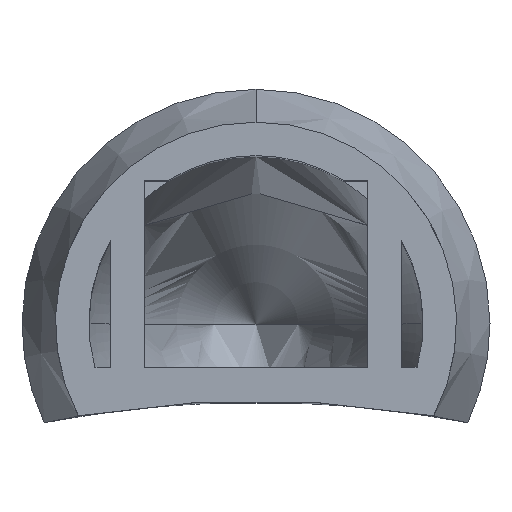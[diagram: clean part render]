
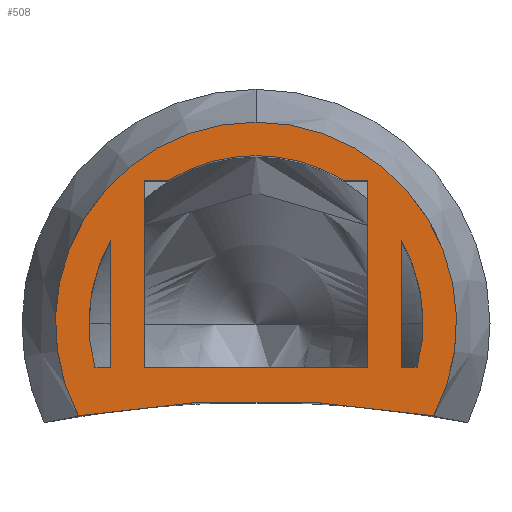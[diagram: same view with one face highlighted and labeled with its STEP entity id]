
A CAD part, top view. The second image highlights one B-rep face of the part: STEP entity #508.
In plain terms, the highlighted planar face has unit normal (0, 0, 1).
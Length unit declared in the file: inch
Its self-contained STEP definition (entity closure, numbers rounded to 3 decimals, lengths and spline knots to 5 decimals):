
#5 = VECTOR ( 'NONE', #1598, 39.37008 ) ;
#12 = FACE_OUTER_BOUND ( 'NONE', #1311, .T. ) ;
#22 = ORIENTED_EDGE ( 'NONE', *, *, #134, .F. ) ;
#33 = EDGE_CURVE ( 'NONE', #702, #1100, #1513, .T. ) ;
#66 = EDGE_LOOP ( 'NONE', ( #1596, #1296, #160 ) ) ;
#83 = VERTEX_POINT ( 'NONE', #844 ) ;
#95 = VERTEX_POINT ( 'NONE', #576 ) ;
#96 = AXIS2_PLACEMENT_3D ( 'NONE', #403, #1209, #826 ) ;
#100 = LINE ( 'NONE', #653, #5 ) ;
#112 = ORIENTED_EDGE ( 'NONE', *, *, #1607, .F. ) ;
#132 = LINE ( 'NONE', #1334, #475 ) ;
#134 = EDGE_CURVE ( 'NONE', #625, #593, #1294, .T. ) ;
#143 = CIRCLE ( 'NONE', #96, 0.6 ) ;
#160 = ORIENTED_EDGE ( 'NONE', *, *, #443, .F. ) ;
#164 = VECTOR ( 'NONE', #283, 39.37008 ) ;
#173 = DIRECTION ( 'NONE',  ( 0., -1., 0. ) ) ;
#174 = LINE ( 'NONE', #1439, #217 ) ;
#178 = CARTESIAN_POINT ( 'NONE',  ( 0., 0., 0.97 ) ) ;
#180 = ORIENTED_EDGE ( 'NONE', *, *, #449, .T. ) ;
#194 = AXIS2_PLACEMENT_3D ( 'NONE', #1009, #1130, #858 ) ;
#201 = CIRCLE ( 'NONE', #978, 0.5 ) ;
#206 = CARTESIAN_POINT ( 'NONE',  ( 0.435, 0.24653, 0.97 ) ) ;
#217 = VECTOR ( 'NONE', #1526, 39.37008 ) ;
#224 = CIRCLE ( 'NONE', #1231, 3.17 ) ;
#237 = ORIENTED_EDGE ( 'NONE', *, *, #1015, .T. ) ;
#278 = CARTESIAN_POINT ( 'NONE',  ( -0.335, -0.13343, 0.97 ) ) ;
#282 = VECTOR ( 'NONE', #432, 39.37008 ) ;
#283 = DIRECTION ( 'NONE',  ( 0., -1., 0. ) ) ;
#286 = ORIENTED_EDGE ( 'NONE', *, *, #1406, .T. ) ;
#294 = EDGE_CURVE ( 'NONE', #461, #1698, #568, .T. ) ;
#300 = LINE ( 'NONE', #713, #164 ) ;
#318 = EDGE_CURVE ( 'NONE', #95, #562, #1736, .T. ) ;
#354 = CARTESIAN_POINT ( 'NONE',  ( 2.35022, 0.42657, 0.97 ) ) ;
#368 = CARTESIAN_POINT ( 'NONE',  ( -0.335, -0.13343, 0.97 ) ) ;
#403 = CARTESIAN_POINT ( 'NONE',  ( 0., 0., 0.97 ) ) ;
#411 = ORIENTED_EDGE ( 'NONE', *, *, #915, .F. ) ;
#429 = DIRECTION ( 'NONE',  ( 0., 0., -1. ) ) ;
#432 = DIRECTION ( 'NONE',  ( 1., 0., 0. ) ) ;
#443 = EDGE_CURVE ( 'NONE', #1034, #815, #100, .T. ) ;
#449 = EDGE_CURVE ( 'NONE', #685, #1698, #224, .T. ) ;
#452 = AXIS2_PLACEMENT_3D ( 'NONE', #716, #985, #1535 ) ;
#453 = EDGE_CURVE ( 'NONE', #1463, #815, #1146, .T. ) ;
#461 = VERTEX_POINT ( 'NONE', #1113 ) ;
#475 = VECTOR ( 'NONE', #799, 39.37008 ) ;
#496 = DIRECTION ( 'NONE',  ( 1., 0., 0. ) ) ;
#502 = CARTESIAN_POINT ( 'NONE',  ( 0., 0., 0.97 ) ) ;
#508 = ADVANCED_FACE ( 'NONE', ( #1234, #12, #1225, #544 ), #823, .F. ) ;
#544 = FACE_BOUND ( 'NONE', #804, .T. ) ;
#552 = DIRECTION ( 'NONE',  ( 0., 0., -1. ) ) ;
#562 = VERTEX_POINT ( 'NONE', #1460 ) ;
#568 = CIRCLE ( 'NONE', #923, 0.6 ) ;
#576 = CARTESIAN_POINT ( 'NONE',  ( -0.48187, -0.13343, 0.97 ) ) ;
#581 = CARTESIAN_POINT ( 'NONE',  ( 0., -3.40343, 0.97 ) ) ;
#593 = VERTEX_POINT ( 'NONE', #1095 ) ;
#615 = DIRECTION ( 'NONE',  ( -1., 0., 0. ) ) ;
#625 = VERTEX_POINT ( 'NONE', #1216 ) ;
#653 = CARTESIAN_POINT ( 'NONE',  ( 0.48187, -0.13343, 0.97 ) ) ;
#656 = AXIS2_PLACEMENT_3D ( 'NONE', #178, #777, #1716 ) ;
#672 = CARTESIAN_POINT ( 'NONE',  ( -0.26084, 0.42657, 0.97 ) ) ;
#685 = VERTEX_POINT ( 'NONE', #1105 ) ;
#686 = CARTESIAN_POINT ( 'NONE',  ( 0.53155, -0.27831, 0.97 ) ) ;
#700 = DIRECTION ( 'NONE',  ( 0., 1., 0. ) ) ;
#702 = VERTEX_POINT ( 'NONE', #833 ) ;
#713 = CARTESIAN_POINT ( 'NONE',  ( 0.435, -0.13343, 0.97 ) ) ;
#716 = CARTESIAN_POINT ( 'NONE',  ( 0., 0., 0.97 ) ) ;
#743 = CARTESIAN_POINT ( 'NONE',  ( 0.335, -0.13343, 0.97 ) ) ;
#754 = EDGE_CURVE ( 'NONE', #1670, #83, #1257, .T. ) ;
#771 = DIRECTION ( 'NONE',  ( 0., 1., 0. ) ) ;
#777 = DIRECTION ( 'NONE',  ( 0., 0., -1. ) ) ;
#784 = EDGE_CURVE ( 'NONE', #1463, #1034, #300, .T. ) ;
#799 = DIRECTION ( 'NONE',  ( 0., 1., 0. ) ) ;
#804 = EDGE_LOOP ( 'NONE', ( #1544, #1006, #1221, #237, #22, #112, #411 ) ) ;
#815 = VERTEX_POINT ( 'NONE', #1675 ) ;
#823 = PLANE ( 'NONE',  #893 ) ;
#826 = DIRECTION ( 'NONE',  ( 0., 1., 0. ) ) ;
#831 = VECTOR ( 'NONE', #173, 39.37008 ) ;
#833 = CARTESIAN_POINT ( 'NONE',  ( -0.335, 0.42657, 0.97 ) ) ;
#835 = ORIENTED_EDGE ( 'NONE', *, *, #1678, .F. ) ;
#844 = CARTESIAN_POINT ( 'NONE',  ( 0., 0.5, 0.97 ) ) ;
#858 = DIRECTION ( 'NONE',  ( 0., 1., 0. ) ) ;
#893 = AXIS2_PLACEMENT_3D ( 'NONE', #1093, #552, #1104 ) ;
#915 = EDGE_CURVE ( 'NONE', #1100, #1308, #1528, .T. ) ;
#919 = DIRECTION ( 'NONE',  ( 0., 0., -1. ) ) ;
#923 = AXIS2_PLACEMENT_3D ( 'NONE', #502, #919, #1592 ) ;
#978 = AXIS2_PLACEMENT_3D ( 'NONE', #1437, #1047, #771 ) ;
#985 = DIRECTION ( 'NONE',  ( 0., 0., -1. ) ) ;
#998 = ORIENTED_EDGE ( 'NONE', *, *, #318, .F. ) ;
#999 = CARTESIAN_POINT ( 'NONE',  ( -0.435, 0.24653, 0.97 ) ) ;
#1006 = ORIENTED_EDGE ( 'NONE', *, *, #1604, .F. ) ;
#1009 = CARTESIAN_POINT ( 'NONE',  ( 0., 0., 0.97 ) ) ;
#1015 = EDGE_CURVE ( 'NONE', #83, #593, #201, .T. ) ;
#1034 = VERTEX_POINT ( 'NONE', #1059 ) ;
#1047 = DIRECTION ( 'NONE',  ( 0., 0., -1. ) ) ;
#1059 = CARTESIAN_POINT ( 'NONE',  ( 0.435, -0.13343, 0.97 ) ) ;
#1092 = DIRECTION ( 'NONE',  ( 0., 1., 0. ) ) ;
#1093 = CARTESIAN_POINT ( 'NONE',  ( 0., 0., 0.97 ) ) ;
#1095 = CARTESIAN_POINT ( 'NONE',  ( 0.26084, 0.42657, 0.97 ) ) ;
#1100 = VERTEX_POINT ( 'NONE', #368 ) ;
#1104 = DIRECTION ( 'NONE',  ( 0., 1., 0. ) ) ;
#1105 = CARTESIAN_POINT ( 'NONE',  ( -0.53155, -0.27831, 0.97 ) ) ;
#1113 = CARTESIAN_POINT ( 'NONE',  ( 0., 0.6, 0.97 ) ) ;
#1126 = CARTESIAN_POINT ( 'NONE',  ( 0.335, -0.13343, 0.97 ) ) ;
#1130 = DIRECTION ( 'NONE',  ( 0., 0., -1. ) ) ;
#1146 = CIRCLE ( 'NONE', #452, 0.5 ) ;
#1150 = EDGE_CURVE ( 'NONE', #685, #461, #143, .T. ) ;
#1209 = DIRECTION ( 'NONE',  ( 0., 0., -1. ) ) ;
#1216 = CARTESIAN_POINT ( 'NONE',  ( 0.335, 0.42657, 0.97 ) ) ;
#1221 = ORIENTED_EDGE ( 'NONE', *, *, #754, .T. ) ;
#1225 = FACE_BOUND ( 'NONE', #66, .T. ) ;
#1231 = AXIS2_PLACEMENT_3D ( 'NONE', #581, #429, #700 ) ;
#1233 = CARTESIAN_POINT ( 'NONE',  ( -0.435, 0.24653, 0.97 ) ) ;
#1234 = FACE_BOUND ( 'NONE', #1452, .T. ) ;
#1257 = CIRCLE ( 'NONE', #194, 0.5 ) ;
#1262 = ORIENTED_EDGE ( 'NONE', *, *, #1150, .F. ) ;
#1288 = CARTESIAN_POINT ( 'NONE',  ( -0.435, -0.13343, 0.97 ) ) ;
#1294 = LINE ( 'NONE', #354, #1743 ) ;
#1296 = ORIENTED_EDGE ( 'NONE', *, *, #453, .T. ) ;
#1308 = VERTEX_POINT ( 'NONE', #743 ) ;
#1311 = EDGE_LOOP ( 'NONE', ( #180, #1408, #1262 ) ) ;
#1334 = CARTESIAN_POINT ( 'NONE',  ( 0.335, 0.37118, 0.97 ) ) ;
#1406 = EDGE_CURVE ( 'NONE', #95, #1760, #1752, .T. ) ;
#1408 = ORIENTED_EDGE ( 'NONE', *, *, #294, .F. ) ;
#1437 = CARTESIAN_POINT ( 'NONE',  ( 0., 0., 0.97 ) ) ;
#1439 = CARTESIAN_POINT ( 'NONE',  ( 0., 0.42657, 0.97 ) ) ;
#1452 = EDGE_LOOP ( 'NONE', ( #286, #835, #998 ) ) ;
#1460 = CARTESIAN_POINT ( 'NONE',  ( -0.435, -0.13343, 0.97 ) ) ;
#1463 = VERTEX_POINT ( 'NONE', #206 ) ;
#1513 = LINE ( 'NONE', #278, #831 ) ;
#1526 = DIRECTION ( 'NONE',  ( -1., 0., 0. ) ) ;
#1528 = LINE ( 'NONE', #1126, #282 ) ;
#1535 = DIRECTION ( 'NONE',  ( 0., 1., 0. ) ) ;
#1544 = ORIENTED_EDGE ( 'NONE', *, *, #33, .F. ) ;
#1592 = DIRECTION ( 'NONE',  ( 0., 1., 0. ) ) ;
#1596 = ORIENTED_EDGE ( 'NONE', *, *, #784, .F. ) ;
#1598 = DIRECTION ( 'NONE',  ( 1., 0., 0. ) ) ;
#1604 = EDGE_CURVE ( 'NONE', #1670, #702, #174, .T. ) ;
#1607 = EDGE_CURVE ( 'NONE', #1308, #625, #132, .T. ) ;
#1608 = LINE ( 'NONE', #1233, #1642 ) ;
#1642 = VECTOR ( 'NONE', #1092, 39.37008 ) ;
#1670 = VERTEX_POINT ( 'NONE', #672 ) ;
#1675 = CARTESIAN_POINT ( 'NONE',  ( 0.48187, -0.13343, 0.97 ) ) ;
#1678 = EDGE_CURVE ( 'NONE', #562, #1760, #1608, .T. ) ;
#1698 = VERTEX_POINT ( 'NONE', #686 ) ;
#1711 = VECTOR ( 'NONE', #496, 39.37008 ) ;
#1716 = DIRECTION ( 'NONE',  ( 0., 1., 0. ) ) ;
#1736 = LINE ( 'NONE', #1288, #1711 ) ;
#1743 = VECTOR ( 'NONE', #615, 39.37008 ) ;
#1752 = CIRCLE ( 'NONE', #656, 0.5 ) ;
#1760 = VERTEX_POINT ( 'NONE', #999 ) ;
